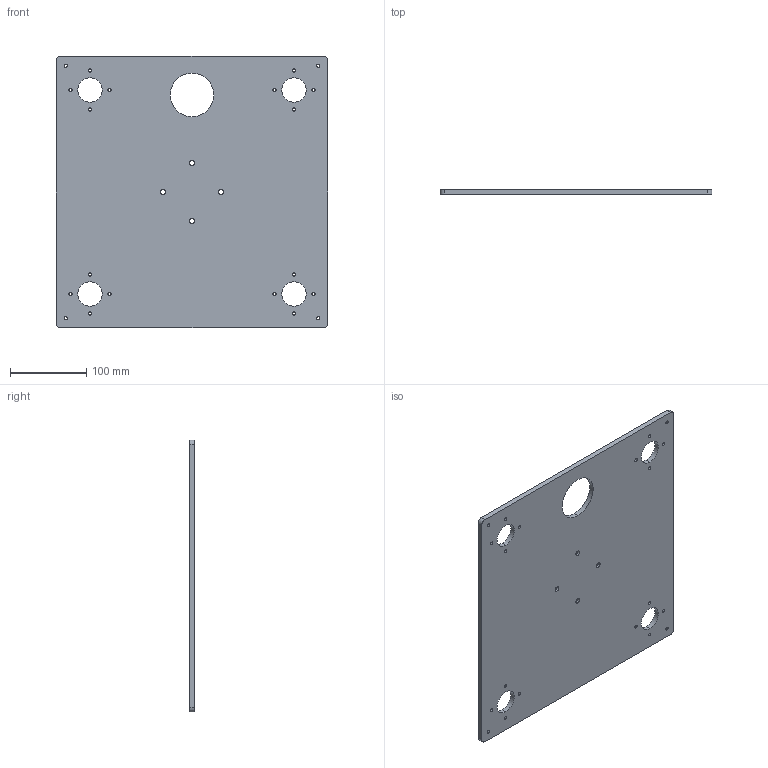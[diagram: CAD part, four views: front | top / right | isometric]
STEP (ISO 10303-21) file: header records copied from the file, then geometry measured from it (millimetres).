
FILE_DESCRIPTION (( 'STEP AP214' ), '1' );
FILE_NAME ('E4334DWG001_001.STEP', '2023-11-29T08:43:57', ( '' ), ( '' ), 'SwSTEP 2.0', 'SolidWorks 2021', '' );
FILE_SCHEMA (( 'AUTOMOTIVE_DESIGN' ));
Length unit declared in the file: inch
Products named in the file (1): E4334DWG001_001
Bounding box: 355.6 x 6.35 x 355.6 mm (x, y, z)
Volume: 763215.6 mm3; surface area: 255284.1 mm2
Topology: 1 solids, 1 shells, 76 faces, 214 edges, 140 vertices
Faces by surface type: cylinder 62, cone 8, plane 6
Entity records: 2682 total; most frequent: DIRECTION 500, CARTESIAN_POINT 431, ORIENTED_EDGE 428, EDGE_CURVE 214, AXIS2_PLACEMENT_3D 209, VERTEX_POINT 140, EDGE_LOOP 134, CIRCLE 132
